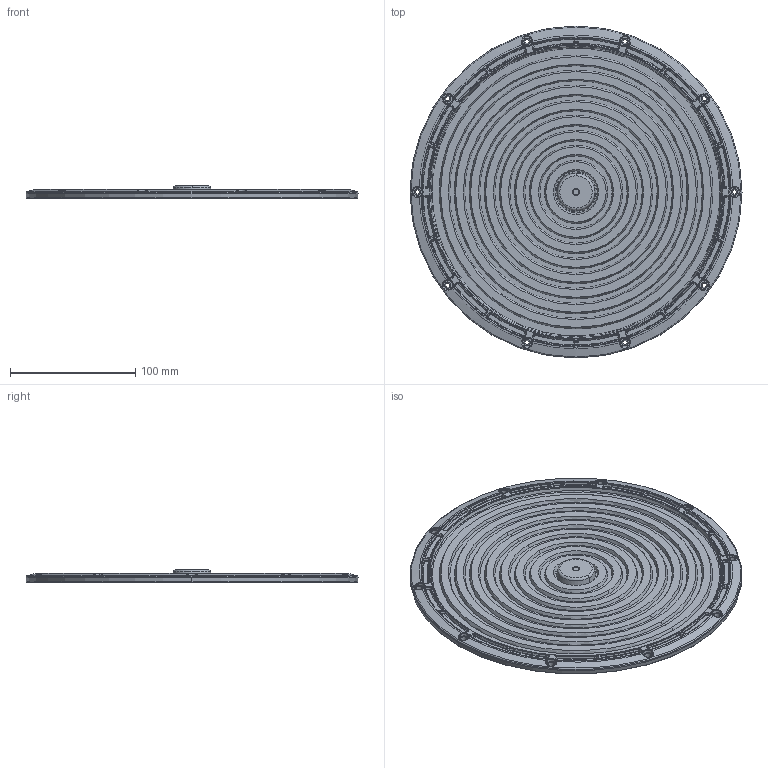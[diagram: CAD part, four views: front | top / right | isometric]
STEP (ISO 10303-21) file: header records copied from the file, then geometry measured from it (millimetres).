
FILE_DESCRIPTION (( 'STEP AP203' ), '1' );
FILE_NAME ('UFO265-TXX-B26-20210726-KH.STP', '2021-10-14T05:52:27', ( 'Windows 蚚誧' ), ( '' ), 'SwSTEP 2.0', 'SolidWorks 2019', '' );
FILE_SCHEMA (( 'CONFIG_CONTROL_DESIGN' ));
Length unit declared in the file: millimetre
Products named in the file (1): UFO265-TXX-B26-20210726-KH
Bounding box: 265 x 265 x 9.8 mm (x, y, z)
Volume: 176146 mm3; surface area: 140235.8 mm2
Topology: 1 solids, 1 shells, 1187 faces, 2931 edges, 1812 vertices
Faces by surface type: torus 451, cone 253, bspline 224, plane 135, cylinder 84, sphere 40
Entity records: 66216 total; most frequent: CARTESIAN_POINT 40640, ORIENTED_EDGE 5802, DIRECTION 4876, EDGE_CURVE 2901, AXIS2_PLACEMENT_3D 2254, VERTEX_POINT 1792, CIRCLE 1290, EDGE_LOOP 1283
